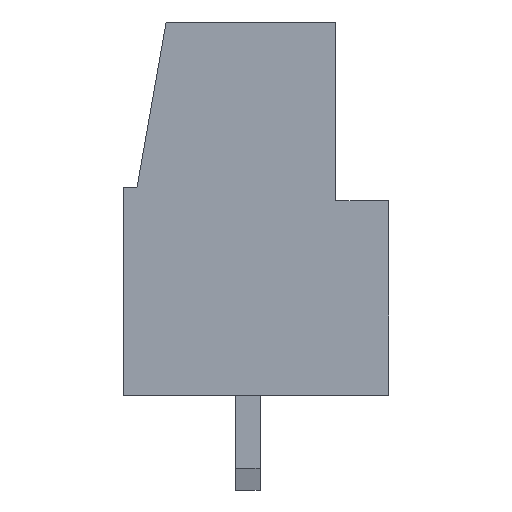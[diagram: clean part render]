
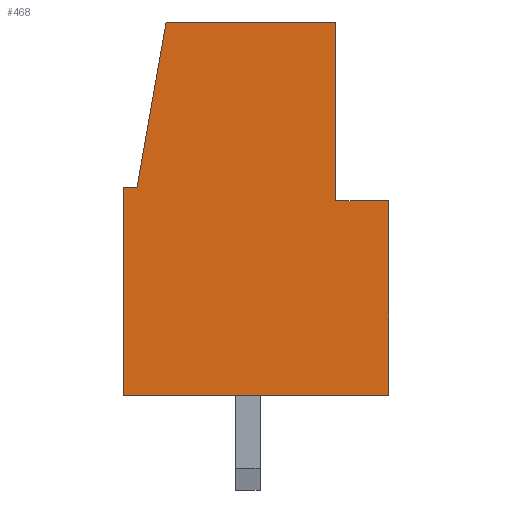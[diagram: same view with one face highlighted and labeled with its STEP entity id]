
A CAD part, left-side view. The second image highlights one B-rep face of the part: STEP entity #468.
In plain terms, the highlighted planar face has unit normal (-1, 0, 0).
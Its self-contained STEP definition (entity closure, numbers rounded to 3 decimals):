
#468 = ADVANCED_FACE( '', ( #1033 ), #1034, .T. );
#1033 = FACE_OUTER_BOUND( '', #1719, .T. );
#1034 = PLANE( '', #1720 );
#1719 = EDGE_LOOP( '', ( #2869, #2870, #2871, #2872, #2873, #2874, #2875, #2876 ) );
#1720 = AXIS2_PLACEMENT_3D( '', #2877, #2878, #2879 );
#2869 = ORIENTED_EDGE( '', *, *, #4245, .T. );
#2870 = ORIENTED_EDGE( '', *, *, #4235, .T. );
#2871 = ORIENTED_EDGE( '', *, *, #4587, .F. );
#2872 = ORIENTED_EDGE( '', *, *, #4369, .T. );
#2873 = ORIENTED_EDGE( '', *, *, #4588, .T. );
#2874 = ORIENTED_EDGE( '', *, *, #4589, .T. );
#2875 = ORIENTED_EDGE( '', *, *, #4418, .T. );
#2876 = ORIENTED_EDGE( '', *, *, #4590, .T. );
#2877 = CARTESIAN_POINT( '', ( -2.5, 0., 0. ) );
#2878 = DIRECTION( '', ( -1., 0., 0. ) );
#2879 = DIRECTION( '', ( 0., 0., 1. ) );
#4235 = EDGE_CURVE( '', #5079, #5077, #5080, .T. );
#4245 = EDGE_CURVE( '', #5096, #5079, #5097, .T. );
#4369 = EDGE_CURVE( '', #5308, #5306, #5309, .T. );
#4418 = EDGE_CURVE( '', #5389, #5387, #5390, .T. );
#4587 = EDGE_CURVE( '', #5308, #5077, #5657, .T. );
#4588 = EDGE_CURVE( '', #5306, #5658, #5659, .T. );
#4589 = EDGE_CURVE( '', #5658, #5389, #5660, .T. );
#4590 = EDGE_CURVE( '', #5387, #5096, #5661, .T. );
#5077 = VERTEX_POINT( '', #6298 );
#5079 = VERTEX_POINT( '', #6301 );
#5080 = LINE( '', #6302, #6303 );
#5096 = VERTEX_POINT( '', #6326 );
#5097 = LINE( '', #6327, #6328 );
#5306 = VERTEX_POINT( '', #6629 );
#5308 = VERTEX_POINT( '', #6632 );
#5309 = LINE( '', #6633, #6634 );
#5387 = VERTEX_POINT( '', #6747 );
#5389 = VERTEX_POINT( '', #6750 );
#5390 = LINE( '', #6751, #6752 );
#5657 = LINE( '', #7142, #7143 );
#5658 = VERTEX_POINT( '', #7144 );
#5659 = LINE( '', #7145, #7146 );
#5660 = LINE( '', #7147, #7148 );
#5661 = LINE( '', #7149, #7150 );
#6298 = CARTESIAN_POINT( '', ( -2.5, -9.8, 7.2 ) );
#6301 = CARTESIAN_POINT( '', ( -2.5, -9.8, 0. ) );
#6302 = CARTESIAN_POINT( '', ( -2.5, -9.8, 0. ) );
#6303 = VECTOR( '', #7918, 1000. );
#6326 = CARTESIAN_POINT( '', ( -2.5, 0., 0. ) );
#6327 = CARTESIAN_POINT( '', ( -2.5, 0., 0. ) );
#6328 = VECTOR( '', #7926, 1000. );
#6629 = CARTESIAN_POINT( '', ( -2.5, -7.85, 13.8 ) );
#6632 = CARTESIAN_POINT( '', ( -2.5, -7.85, 7.2 ) );
#6633 = CARTESIAN_POINT( '', ( -2.5, -7.85, 7.2 ) );
#6634 = VECTOR( '', #8044, 1000. );
#6747 = CARTESIAN_POINT( '', ( -2.5, 0., 7.7 ) );
#6750 = CARTESIAN_POINT( '', ( -2.5, -0.5, 7.7 ) );
#6751 = CARTESIAN_POINT( '', ( -2.5, -0.5, 7.7 ) );
#6752 = VECTOR( '', #8084, 1000. );
#7142 = CARTESIAN_POINT( '', ( -2.5, -7.85, 7.2 ) );
#7143 = VECTOR( '', #8238, 1000. );
#7144 = CARTESIAN_POINT( '', ( -2.5, -1.576, 13.8 ) );
#7145 = CARTESIAN_POINT( '', ( -2.5, -7.85, 13.8 ) );
#7146 = VECTOR( '', #8239, 1000. );
#7147 = CARTESIAN_POINT( '', ( -2.5, -1.576, 13.8 ) );
#7148 = VECTOR( '', #8240, 1000. );
#7149 = CARTESIAN_POINT( '', ( -2.5, 0., 7.7 ) );
#7150 = VECTOR( '', #8241, 1000. );
#7918 = DIRECTION( '', ( 0., 0., 1. ) );
#7926 = DIRECTION( '', ( 0., -1., 0. ) );
#8044 = DIRECTION( '', ( 0., 0., 1. ) );
#8084 = DIRECTION( '', ( 0., 1., 0. ) );
#8238 = DIRECTION( '', ( 0., -1., 0. ) );
#8239 = DIRECTION( '', ( 0., 1., 0. ) );
#8240 = DIRECTION( '', ( 0., 0.174, -0.985 ) );
#8241 = DIRECTION( '', ( 0., 0., -1. ) );
